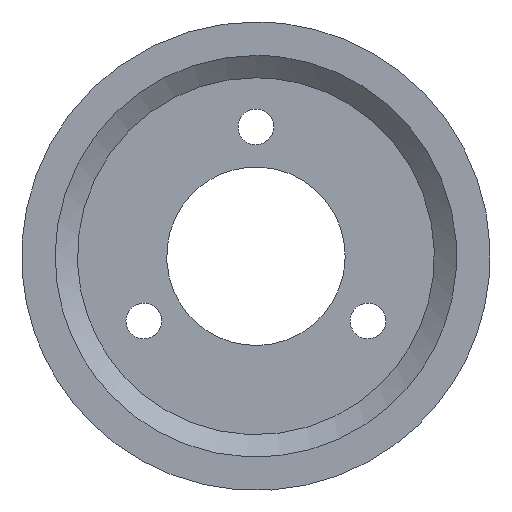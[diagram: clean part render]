
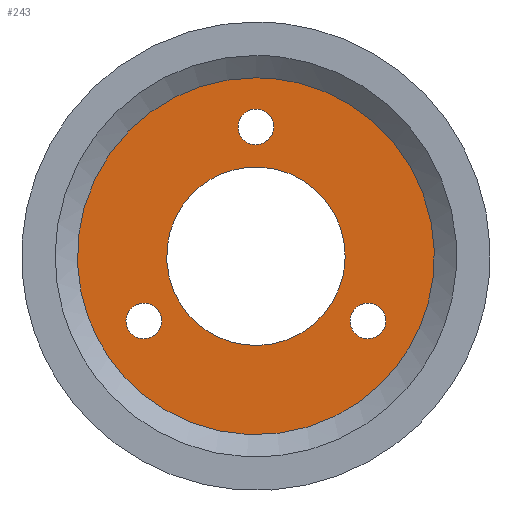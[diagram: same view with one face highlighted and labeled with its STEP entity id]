
A CAD part, left-side view. The second image highlights one B-rep face of the part: STEP entity #243.
In plain terms, the highlighted free-form (B-spline) face has degree [1, 1] with [2, 2] control points.
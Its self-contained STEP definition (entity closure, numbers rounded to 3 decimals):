
#34 = VERTEX_POINT('',#35);
#35 = CARTESIAN_POINT('',(-34.408,-27.527,
    0.));
#40 = EDGE_CURVE('',#34,#34,#41,.T.);
#41 = ( BOUNDED_CURVE() B_SPLINE_CURVE(2,(#42,#43,#44,#45,#46,#47,#48),
.UNSPECIFIED.,.T.,.F.) B_SPLINE_CURVE_WITH_KNOTS((1,2,2,2,2,1),(
    -2.094,0.,2.094,4.189,6.283,
8.378),.UNSPECIFIED.) CURVE() GEOMETRIC_REPRESENTATION_ITEM() 
RATIONAL_B_SPLINE_CURVE((1.,0.5,1.,0.5,1.,0.5,1.)) REPRESENTATION_ITEM(
  '') );
#42 = CARTESIAN_POINT('',(-34.408,-27.527,
    0.));
#43 = CARTESIAN_POINT('',(-34.408,-27.527,
    47.678));
#44 = CARTESIAN_POINT('',(-34.408,13.763,
    23.839));
#45 = CARTESIAN_POINT('',(-34.408,55.053,
    0.));
#46 = CARTESIAN_POINT('',(-34.408,13.763,
    -23.839));
#47 = CARTESIAN_POINT('',(-34.408,-27.527,
    -47.678));
#48 = CARTESIAN_POINT('',(-34.408,-27.527,
    0.));
#82 = VERTEX_POINT('',#83);
#83 = CARTESIAN_POINT('',(-34.408,-5.505,
    39.914));
#88 = EDGE_CURVE('',#82,#82,#89,.T.);
#89 = ( BOUNDED_CURVE() B_SPLINE_CURVE(2,(#90,#91,#92,#93,#94,#95,#96),
.UNSPECIFIED.,.T.,.F.) B_SPLINE_CURVE_WITH_KNOTS((1,2,2,2,2,1),(
    -2.094,0.,2.094,4.189,6.283,
8.378),.UNSPECIFIED.) CURVE() GEOMETRIC_REPRESENTATION_ITEM() 
RATIONAL_B_SPLINE_CURVE((1.,0.5,1.,0.5,1.,0.5,1.)) REPRESENTATION_ITEM(
  '') );
#90 = CARTESIAN_POINT('',(-34.408,-5.505,
    39.914));
#91 = CARTESIAN_POINT('',(-34.408,-5.505,
    49.449));
#92 = CARTESIAN_POINT('',(-34.408,2.753,44.681
    ));
#93 = CARTESIAN_POINT('',(-34.408,11.011,
    39.914));
#94 = CARTESIAN_POINT('',(-34.408,2.753,35.146
    ));
#95 = CARTESIAN_POINT('',(-34.408,-5.505,
    30.378));
#96 = CARTESIAN_POINT('',(-34.408,-5.505,
    39.914));
#130 = VERTEX_POINT('',#131);
#131 = CARTESIAN_POINT('',(-34.408,29.061,
    -19.957));
#136 = EDGE_CURVE('',#130,#130,#137,.T.);
#137 = ( BOUNDED_CURVE() B_SPLINE_CURVE(2,(#138,#139,#140,#141,#142,#143
,#144),.UNSPECIFIED.,.T.,.F.) B_SPLINE_CURVE_WITH_KNOTS((1,2,2,2,2,1),(
    -2.094,0.,2.094,4.189,6.283,
8.378),.UNSPECIFIED.) CURVE() GEOMETRIC_REPRESENTATION_ITEM() 
RATIONAL_B_SPLINE_CURVE((1.,0.5,1.,0.5,1.,0.5,1.)) REPRESENTATION_ITEM(
  '') );
#138 = CARTESIAN_POINT('',(-34.408,29.061,
    -19.957));
#139 = CARTESIAN_POINT('',(-34.408,29.061,
    -10.421));
#140 = CARTESIAN_POINT('',(-34.408,37.319,
    -15.189));
#141 = CARTESIAN_POINT('',(-34.408,45.577,
    -19.957));
#142 = CARTESIAN_POINT('',(-34.408,37.319,
    -24.725));
#143 = CARTESIAN_POINT('',(-34.408,29.061,
    -29.492));
#144 = CARTESIAN_POINT('',(-34.408,29.061,
    -19.957));
#178 = VERTEX_POINT('',#179);
#179 = CARTESIAN_POINT('',(-34.408,-40.072,
    -19.957));
#184 = EDGE_CURVE('',#178,#178,#185,.T.);
#185 = ( BOUNDED_CURVE() B_SPLINE_CURVE(2,(#186,#187,#188,#189,#190,#191
,#192),.UNSPECIFIED.,.T.,.F.) B_SPLINE_CURVE_WITH_KNOTS((1,2,2,2,2,1),(
    -2.094,0.,2.094,4.189,6.283,
8.378),.UNSPECIFIED.) CURVE() GEOMETRIC_REPRESENTATION_ITEM() 
RATIONAL_B_SPLINE_CURVE((1.,0.5,1.,0.5,1.,0.5,1.)) REPRESENTATION_ITEM(
  '') );
#186 = CARTESIAN_POINT('',(-34.408,-40.072,
    -19.957));
#187 = CARTESIAN_POINT('',(-34.408,-40.072,
    -10.421));
#188 = CARTESIAN_POINT('',(-34.408,-31.814,
    -15.189));
#189 = CARTESIAN_POINT('',(-34.408,-23.556,
    -19.957));
#190 = CARTESIAN_POINT('',(-34.408,-31.814,
    -24.725));
#191 = CARTESIAN_POINT('',(-34.408,-40.072,
    -29.492));
#192 = CARTESIAN_POINT('',(-34.408,-40.072,
    -19.957));
#243 = ADVANCED_FACE('',(#244,#258,#261,#264,#267),#270,.F.);
#244 = FACE_BOUND('',#245,.T.);
#245 = EDGE_LOOP('',(#246));
#246 = ORIENTED_EDGE('',*,*,#247,.T.);
#247 = EDGE_CURVE('',#248,#248,#250,.T.);
#248 = VERTEX_POINT('',#249);
#249 = CARTESIAN_POINT('',(-34.408,0.,
    55.053));
#250 = ( BOUNDED_CURVE() B_SPLINE_CURVE(2,(#251,#252,#253,#254,#255,#256
,#257),.UNSPECIFIED.,.T.,.F.) B_SPLINE_CURVE_WITH_KNOTS((1,2,2,2,2,1),(
    -2.094,0.,2.094,4.189,6.283,
8.378),.UNSPECIFIED.) CURVE() GEOMETRIC_REPRESENTATION_ITEM() 
RATIONAL_B_SPLINE_CURVE((1.,0.5,1.,0.5,1.,0.5,1.)) REPRESENTATION_ITEM(
  '') );
#251 = CARTESIAN_POINT('',(-34.408,0.,
    55.053));
#252 = CARTESIAN_POINT('',(-34.408,95.355,
    55.053));
#253 = CARTESIAN_POINT('',(-34.408,47.678,
    -27.527));
#254 = CARTESIAN_POINT('',(-34.408,0.,
    -110.107));
#255 = CARTESIAN_POINT('',(-34.408,-47.678,
    -27.527));
#256 = CARTESIAN_POINT('',(-34.408,-95.355,
    55.053));
#257 = CARTESIAN_POINT('',(-34.408,0.,
    55.053));
#258 = FACE_BOUND('',#259,.T.);
#259 = EDGE_LOOP('',(#260));
#260 = ORIENTED_EDGE('',*,*,#184,.F.);
#261 = FACE_BOUND('',#262,.T.);
#262 = EDGE_LOOP('',(#263));
#263 = ORIENTED_EDGE('',*,*,#136,.F.);
#264 = FACE_BOUND('',#265,.T.);
#265 = EDGE_LOOP('',(#266));
#266 = ORIENTED_EDGE('',*,*,#88,.F.);
#267 = FACE_BOUND('',#268,.T.);
#268 = EDGE_LOOP('',(#269));
#269 = ORIENTED_EDGE('',*,*,#40,.F.);
#270 = B_SPLINE_SURFACE_WITH_KNOTS('',1,1,(
    (#271,#272)
    ,(#273,#274
    )),.UNSPECIFIED.,.F.,.F.,.F.,(2,2),(2,2),(-40.,40.),(-40.,40.),
  .PIECEWISE_BEZIER_KNOTS.);
#271 = CARTESIAN_POINT('',(-34.408,55.053,
    -55.053));
#272 = CARTESIAN_POINT('',(-34.408,-55.053,
    -55.053));
#273 = CARTESIAN_POINT('',(-34.408,55.053,
    55.053));
#274 = CARTESIAN_POINT('',(-34.408,-55.053,
    55.053));
